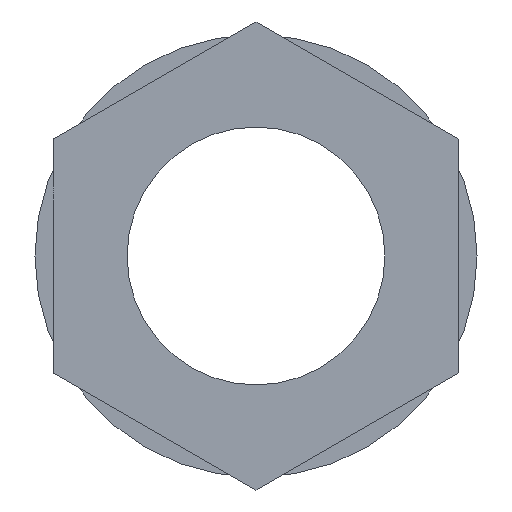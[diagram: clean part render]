
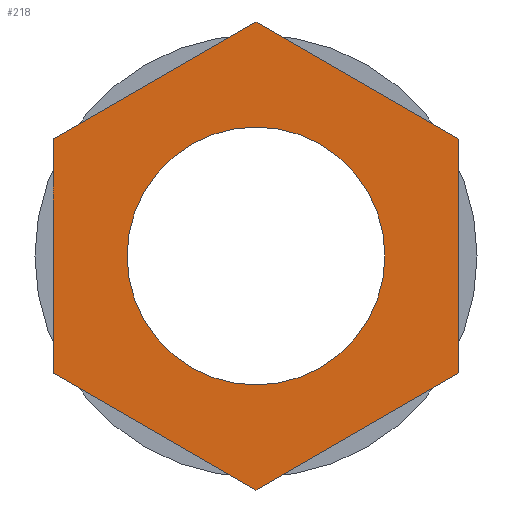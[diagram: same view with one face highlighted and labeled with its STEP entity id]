
A CAD part, left-side view. The second image highlights one B-rep face of the part: STEP entity #218.
In plain terms, the highlighted planar face has unit normal (-1, 0, 0).
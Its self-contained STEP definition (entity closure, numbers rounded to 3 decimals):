
#17=LINE('',#324,#35);
#20=LINE('',#330,#38);
#23=LINE('',#336,#41);
#26=LINE('',#342,#44);
#29=LINE('',#348,#47);
#32=LINE('',#352,#50);
#35=VECTOR('',#269,6.351);
#38=VECTOR('',#274,6.351);
#41=VECTOR('',#279,6.351);
#44=VECTOR('',#284,6.351);
#47=VECTOR('',#289,6.351);
#50=VECTOR('',#294,6.351);
#66=PLANE('',#240);
#73=FACE_BOUND('',#106,.T.);
#86=FACE_OUTER_BOUND('',#105,.T.);
#105=EDGE_LOOP('',(#196,#197,#198,#199,#200,#201));
#106=EDGE_LOOP('',(#202));
#111=CIRCLE('',#231,3.5);
#117=VERTEX_POINT('',#313);
#121=VERTEX_POINT('',#321);
#122=VERTEX_POINT('',#323);
#124=VERTEX_POINT('',#329);
#126=VERTEX_POINT('',#335);
#128=VERTEX_POINT('',#341);
#130=VERTEX_POINT('',#347);
#135=EDGE_CURVE('',#117,#117,#111,.T.);
#139=EDGE_CURVE('',#122,#121,#17,.T.);
#142=EDGE_CURVE('',#124,#122,#20,.T.);
#145=EDGE_CURVE('',#126,#124,#23,.T.);
#148=EDGE_CURVE('',#128,#126,#26,.T.);
#151=EDGE_CURVE('',#130,#128,#29,.T.);
#154=EDGE_CURVE('',#121,#130,#32,.T.);
#196=ORIENTED_EDGE('',*,*,#154,.T.);
#197=ORIENTED_EDGE('',*,*,#151,.T.);
#198=ORIENTED_EDGE('',*,*,#148,.T.);
#199=ORIENTED_EDGE('',*,*,#145,.T.);
#200=ORIENTED_EDGE('',*,*,#142,.T.);
#201=ORIENTED_EDGE('',*,*,#139,.T.);
#202=ORIENTED_EDGE('',*,*,#135,.T.);
#218=ADVANCED_FACE('',(#86,#73),#66,.T.);
#231=AXIS2_PLACEMENT_3D('',#314,#261,#262);
#240=AXIS2_PLACEMENT_3D('',#354,#297,#298);
#261=DIRECTION('center_axis',(1.,0.,0.));
#262=DIRECTION('ref_axis',(0.,1.,0.));
#269=DIRECTION('',(0.,-0.866,-0.5));
#274=DIRECTION('',(0.,0.,-1.));
#279=DIRECTION('',(0.,0.866,-0.5));
#284=DIRECTION('',(0.,0.866,0.5));
#289=DIRECTION('',(0.,0.,1.));
#294=DIRECTION('',(0.,-0.866,0.5));
#297=DIRECTION('center_axis',(-1.,0.,0.));
#298=DIRECTION('ref_axis',(0.,0.,1.));
#313=CARTESIAN_POINT('',(-10.,-3.5,6.5));
#314=CARTESIAN_POINT('Origin',(-10.,0.,6.5));
#321=CARTESIAN_POINT('',(-10.,0.,0.149));
#323=CARTESIAN_POINT('',(-10.,5.5,3.325));
#324=CARTESIAN_POINT('',(-10.,0.,0.149));
#329=CARTESIAN_POINT('',(-10.,5.5,9.675));
#330=CARTESIAN_POINT('',(-10.,5.5,3.325));
#335=CARTESIAN_POINT('',(-10.,0.,12.851));
#336=CARTESIAN_POINT('',(-10.,5.5,9.675));
#341=CARTESIAN_POINT('',(-10.,-5.5,9.675));
#342=CARTESIAN_POINT('',(-10.,0.,12.851));
#347=CARTESIAN_POINT('',(-10.,-5.5,3.325));
#348=CARTESIAN_POINT('',(-10.,-5.5,9.675));
#352=CARTESIAN_POINT('',(-10.,-5.5,3.325));
#354=CARTESIAN_POINT('Origin',(-10.,0.,6.5));
